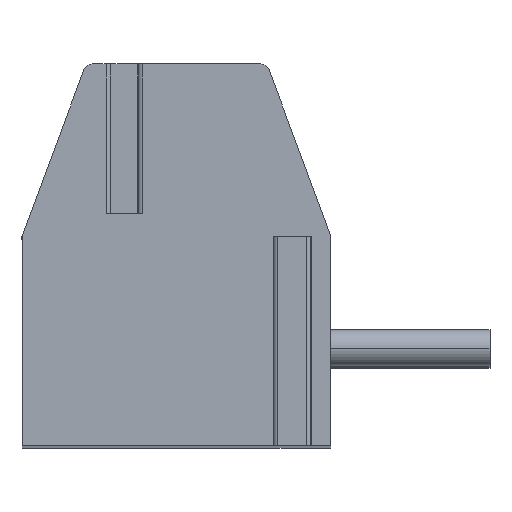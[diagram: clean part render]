
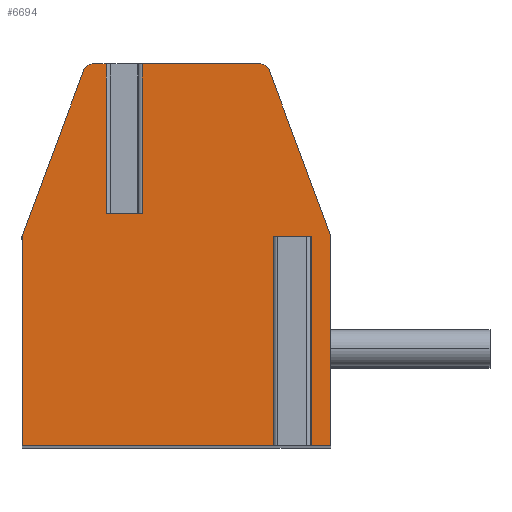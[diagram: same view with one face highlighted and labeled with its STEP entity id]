
A CAD part, top view. The second image highlights one B-rep face of the part: STEP entity #6694.
In plain terms, the highlighted planar face has unit normal (0, 0, 1).
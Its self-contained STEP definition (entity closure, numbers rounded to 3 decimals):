
#13=DIRECTION('',(1.,0.,0.));
#14=VECTOR('',#13,0.796);
#15=CARTESIAN_POINT('',(-1.548,0.9,29.75));
#16=LINE('',#15,#14);
#17=DIRECTION('',(0.,1.,0.));
#18=VECTOR('',#17,3.3);
#19=CARTESIAN_POINT('',(-0.752,0.9,29.75));
#20=LINE('',#19,#18);
#21=DIRECTION('',(-1.,0.,0.));
#22=VECTOR('',#21,2.603);
#23=CARTESIAN_POINT('',(1.851,4.2,29.75));
#24=LINE('',#23,#22);
#25=CARTESIAN_POINT('',(1.851,4.,29.75));
#26=DIRECTION('',(0.,0.,1.));
#27=DIRECTION('',(0.938,0.348,0.));
#28=AXIS2_PLACEMENT_3D('',#25,#26,#27);
#30=DIRECTION('',(-0.348,0.938,0.));
#31=VECTOR('',#30,3.914);
#32=CARTESIAN_POINT('',(3.4,0.4,29.75));
#33=LINE('',#32,#31);
#34=DIRECTION('',(0.,1.,0.));
#35=VECTOR('',#34,4.6);
#36=CARTESIAN_POINT('',(3.4,-4.2,29.75));
#37=LINE('',#36,#35);
#38=DIRECTION('',(1.,0.,0.));
#39=VECTOR('',#38,0.634);
#40=CARTESIAN_POINT('',(2.766,-4.2,29.75));
#41=LINE('',#40,#39);
#42=DIRECTION('',(0.,1.,0.));
#43=VECTOR('',#42,4.6);
#44=CARTESIAN_POINT('',(2.766,-4.2,29.75));
#45=LINE('',#44,#43);
#46=DIRECTION('',(-1.,0.,0.));
#47=VECTOR('',#46,0.43);
#48=CARTESIAN_POINT('',(2.766,0.4,29.75));
#49=LINE('',#48,#47);
#50=DIRECTION('',(0.,1.,0.));
#51=VECTOR('',#50,4.6);
#52=CARTESIAN_POINT('',(2.336,-4.2,29.75));
#53=LINE('',#52,#51);
#54=DIRECTION('',(1.,0.,0.));
#55=VECTOR('',#54,5.736);
#56=CARTESIAN_POINT('',(-3.4,-4.2,29.75));
#57=LINE('',#56,#55);
#58=DIRECTION('',(0.,-1.,0.));
#59=VECTOR('',#58,4.6);
#60=CARTESIAN_POINT('',(-3.4,0.4,29.75));
#61=LINE('',#60,#59);
#62=DIRECTION('',(-0.348,-0.938,0.));
#63=VECTOR('',#62,3.914);
#64=CARTESIAN_POINT('',(-2.038,4.07,29.75));
#65=LINE('',#64,#63);
#66=CARTESIAN_POINT('',(-1.851,4.,29.75));
#67=DIRECTION('',(0.,0.,1.));
#68=DIRECTION('',(0.,1.,0.));
#69=AXIS2_PLACEMENT_3D('',#66,#67,#68);
#71=DIRECTION('',(-1.,0.,0.));
#72=VECTOR('',#71,0.303);
#73=CARTESIAN_POINT('',(-1.548,4.2,29.75));
#74=LINE('',#73,#72);
#75=DIRECTION('',(0.,1.,0.));
#76=VECTOR('',#75,3.3);
#77=CARTESIAN_POINT('',(-1.548,0.9,29.75));
#78=LINE('',#77,#76);
#5225=CARTESIAN_POINT('',(-1.851,4.2,29.75));
#5226=CARTESIAN_POINT('',(-2.038,4.07,29.75));
#5227=VERTEX_POINT('',#5225);
#5228=VERTEX_POINT('',#5226);
#5229=CARTESIAN_POINT('',(-3.4,0.4,29.75));
#5230=VERTEX_POINT('',#5229);
#5231=CARTESIAN_POINT('',(-3.4,-4.2,29.75));
#5232=VERTEX_POINT('',#5231);
#5233=CARTESIAN_POINT('',(3.4,-4.2,29.75));
#5234=CARTESIAN_POINT('',(3.4,0.4,29.75));
#5235=VERTEX_POINT('',#5233);
#5236=VERTEX_POINT('',#5234);
#5237=CARTESIAN_POINT('',(2.038,4.07,29.75));
#5238=VERTEX_POINT('',#5237);
#5239=CARTESIAN_POINT('',(1.851,4.2,29.75));
#5240=VERTEX_POINT('',#5239);
#5281=CARTESIAN_POINT('',(2.766,0.4,29.75));
#5282=CARTESIAN_POINT('',(2.336,0.4,29.75));
#5283=VERTEX_POINT('',#5281);
#5284=VERTEX_POINT('',#5282);
#5285=CARTESIAN_POINT('',(2.336,-4.2,29.75));
#5286=VERTEX_POINT('',#5285);
#5287=CARTESIAN_POINT('',(2.766,-4.2,29.75));
#5288=VERTEX_POINT('',#5287);
#5349=CARTESIAN_POINT('',(-1.548,0.9,29.75));
#5350=CARTESIAN_POINT('',(-0.752,0.9,29.75));
#5351=VERTEX_POINT('',#5349);
#5352=VERTEX_POINT('',#5350);
#5353=CARTESIAN_POINT('',(-1.548,4.2,29.75));
#5354=VERTEX_POINT('',#5353);
#5355=CARTESIAN_POINT('',(-0.752,4.2,29.75));
#5356=VERTEX_POINT('',#5355);
#6655=CARTESIAN_POINT('',(0.,0.,29.75));
#6656=DIRECTION('',(0.,0.,1.));
#6657=DIRECTION('',(1.,0.,0.));
#6658=AXIS2_PLACEMENT_3D('',#6655,#6656,#6657);
#6659=PLANE('',#6658);
#6661=ORIENTED_EDGE('',*,*,#6660,.T.);
#6663=ORIENTED_EDGE('',*,*,#6662,.T.);
#6665=ORIENTED_EDGE('',*,*,#6664,.F.);
#6667=ORIENTED_EDGE('',*,*,#6666,.F.);
#6669=ORIENTED_EDGE('',*,*,#6668,.F.);
#6671=ORIENTED_EDGE('',*,*,#6670,.F.);
#6673=ORIENTED_EDGE('',*,*,#6672,.F.);
#6675=ORIENTED_EDGE('',*,*,#6674,.T.);
#6677=ORIENTED_EDGE('',*,*,#6676,.T.);
#6679=ORIENTED_EDGE('',*,*,#6678,.F.);
#6681=ORIENTED_EDGE('',*,*,#6680,.F.);
#6683=ORIENTED_EDGE('',*,*,#6682,.F.);
#6685=ORIENTED_EDGE('',*,*,#6684,.F.);
#6687=ORIENTED_EDGE('',*,*,#6686,.F.);
#6689=ORIENTED_EDGE('',*,*,#6688,.F.);
#6691=ORIENTED_EDGE('',*,*,#6690,.F.);
#6692=EDGE_LOOP('',(#6661,#6663,#6665,#6667,#6669,#6671,#6673,#6675,#6677,#6679,
#6681,#6683,#6685,#6687,#6689,#6691));
#6693=FACE_OUTER_BOUND('',#6692,.F.);
#29=CIRCLE('',#28,0.2);
#70=CIRCLE('',#69,0.2);
#6660=EDGE_CURVE('',#5351,#5352,#16,.T.);
#6662=EDGE_CURVE('',#5352,#5356,#20,.T.);
#6664=EDGE_CURVE('',#5240,#5356,#24,.T.);
#6666=EDGE_CURVE('',#5238,#5240,#29,.T.);
#6668=EDGE_CURVE('',#5236,#5238,#33,.T.);
#6670=EDGE_CURVE('',#5235,#5236,#37,.T.);
#6672=EDGE_CURVE('',#5288,#5235,#41,.T.);
#6674=EDGE_CURVE('',#5288,#5283,#45,.T.);
#6676=EDGE_CURVE('',#5283,#5284,#49,.T.);
#6678=EDGE_CURVE('',#5286,#5284,#53,.T.);
#6680=EDGE_CURVE('',#5232,#5286,#57,.T.);
#6682=EDGE_CURVE('',#5230,#5232,#61,.T.);
#6684=EDGE_CURVE('',#5228,#5230,#65,.T.);
#6686=EDGE_CURVE('',#5227,#5228,#70,.T.);
#6688=EDGE_CURVE('',#5354,#5227,#74,.T.);
#6690=EDGE_CURVE('',#5351,#5354,#78,.T.);
#6694=ADVANCED_FACE('',(#6693),#6659,.T.);
